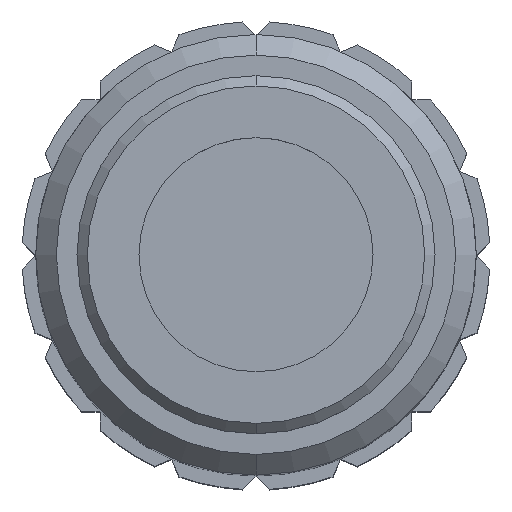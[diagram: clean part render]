
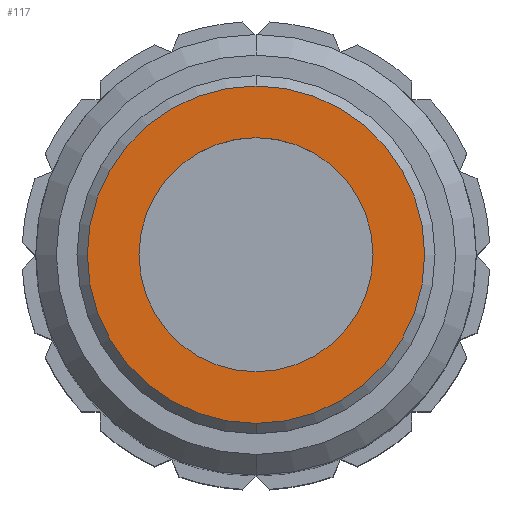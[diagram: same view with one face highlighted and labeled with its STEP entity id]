
A CAD part, top view. The second image highlights one B-rep face of the part: STEP entity #117.
In plain terms, the highlighted planar face has unit normal (0, 0, 1).
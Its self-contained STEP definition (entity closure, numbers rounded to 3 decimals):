
#117 = ADVANCED_FACE ( 'NONE', ( #4017, #2897 ), #4602, .F. ) ;
#234 = VERTEX_POINT ( 'NONE', #2848 ) ;
#350 = AXIS2_PLACEMENT_3D ( 'NONE', #1603, #3089, #3788 ) ;
#368 = AXIS2_PLACEMENT_3D ( 'NONE', #2977, #713, #4097 ) ;
#713 = DIRECTION ( 'NONE',  ( 0., 0., 1. ) ) ;
#757 = CARTESIAN_POINT ( 'NONE',  ( 0., 13., 87. ) ) ;
#776 = AXIS2_PLACEMENT_3D ( 'NONE', #3221, #3978, #1692 ) ;
#872 = ORIENTED_EDGE ( 'NONE', *, *, #4470, .F. ) ;
#898 = CIRCLE ( 'NONE', #350, 8.5 ) ;
#1045 = AXIS2_PLACEMENT_3D ( 'NONE', #4947, #3751, #4109 ) ;
#1092 = EDGE_CURVE ( 'NONE', #1310, #1729, #1880, .T. ) ;
#1310 = VERTEX_POINT ( 'NONE', #4255 ) ;
#1524 = DIRECTION ( 'NONE',  ( 0., 1., 0. ) ) ;
#1603 = CARTESIAN_POINT ( 'NONE',  ( 0., 0., 87. ) ) ;
#1692 = DIRECTION ( 'NONE',  ( 0., 1., 0. ) ) ;
#1729 = VERTEX_POINT ( 'NONE', #1982 ) ;
#1880 = CIRCLE ( 'NONE', #368, 12.25 ) ;
#1982 = CARTESIAN_POINT ( 'NONE',  ( 0., 12.25, 87. ) ) ;
#2848 = CARTESIAN_POINT ( 'NONE',  ( 0., -8.5, 87. ) ) ;
#2897 = FACE_BOUND ( 'NONE', #3375, .T. ) ;
#2908 = ORIENTED_EDGE ( 'NONE', *, *, #4746, .T. ) ;
#2977 = CARTESIAN_POINT ( 'NONE',  ( 0., 0., 87. ) ) ;
#3089 = DIRECTION ( 'NONE',  ( 0., 0., 1. ) ) ;
#3221 = CARTESIAN_POINT ( 'NONE',  ( 0., 0., 87. ) ) ;
#3375 = EDGE_LOOP ( 'NONE', ( #3996, #872 ) ) ;
#3665 = CIRCLE ( 'NONE', #1045, 8.5 ) ;
#3751 = DIRECTION ( 'NONE',  ( 0., 0., 1. ) ) ;
#3778 = DIRECTION ( 'NONE',  ( 0., 0., -1. ) ) ;
#3788 = DIRECTION ( 'NONE',  ( 0., -1., 0. ) ) ;
#3806 = AXIS2_PLACEMENT_3D ( 'NONE', #757, #3778, #1524 ) ;
#3974 = CIRCLE ( 'NONE', #776, 12.25 ) ;
#3978 = DIRECTION ( 'NONE',  ( 0., 0., 1. ) ) ;
#3996 = ORIENTED_EDGE ( 'NONE', *, *, #4840, .F. ) ;
#4017 = FACE_OUTER_BOUND ( 'NONE', #4224, .T. ) ;
#4097 = DIRECTION ( 'NONE',  ( 0., 1., 0. ) ) ;
#4109 = DIRECTION ( 'NONE',  ( 0., -1., 0. ) ) ;
#4224 = EDGE_LOOP ( 'NONE', ( #2908, #4862 ) ) ;
#4255 = CARTESIAN_POINT ( 'NONE',  ( 0., -12.25, 87. ) ) ;
#4358 = VERTEX_POINT ( 'NONE', #4623 ) ;
#4470 = EDGE_CURVE ( 'NONE', #4358, #234, #898, .T. ) ;
#4602 = PLANE ( 'NONE',  #3806 ) ;
#4623 = CARTESIAN_POINT ( 'NONE',  ( 0., 8.5, 87. ) ) ;
#4746 = EDGE_CURVE ( 'NONE', #1729, #1310, #3974, .T. ) ;
#4840 = EDGE_CURVE ( 'NONE', #234, #4358, #3665, .T. ) ;
#4862 = ORIENTED_EDGE ( 'NONE', *, *, #1092, .T. ) ;
#4947 = CARTESIAN_POINT ( 'NONE',  ( 0., 0., 87. ) ) ;
